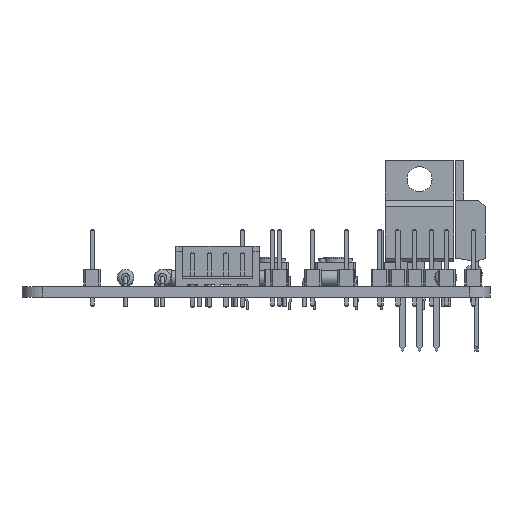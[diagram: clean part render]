
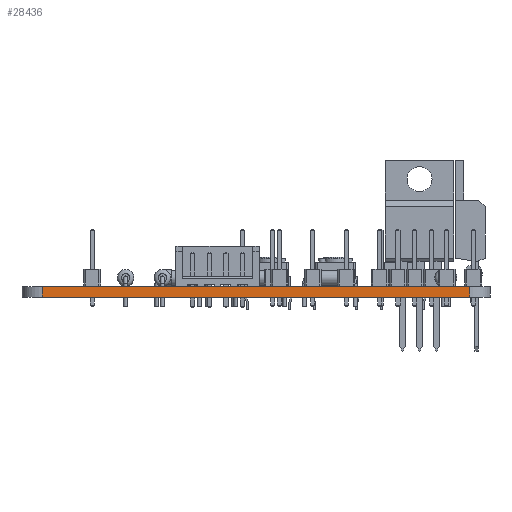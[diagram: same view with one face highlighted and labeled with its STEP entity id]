
A CAD part, front view. The second image highlights one B-rep face of the part: STEP entity #28436.
In plain terms, the highlighted planar face has unit normal (0, -1, 0).
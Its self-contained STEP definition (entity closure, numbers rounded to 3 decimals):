
#24174 = VERTEX_POINT('',#24175);
#24175 = CARTESIAN_POINT('',(32.,-40.,0.));
#24182 = EDGE_CURVE('',#24174,#24183,#24185,.T.);
#24183 = VERTEX_POINT('',#24184);
#24184 = CARTESIAN_POINT('',(-32.,-40.,0.));
#24185 = LINE('',#24186,#24187);
#24186 = CARTESIAN_POINT('',(32.,-40.,0.));
#24187 = VECTOR('',#24188,1.);
#24188 = DIRECTION('',(-1.,0.,0.));
#26283 = VERTEX_POINT('',#26284);
#26284 = CARTESIAN_POINT('',(32.,-40.,1.6));
#26291 = EDGE_CURVE('',#26283,#26292,#26294,.T.);
#26292 = VERTEX_POINT('',#26293);
#26293 = CARTESIAN_POINT('',(-32.,-40.,1.6));
#26294 = LINE('',#26295,#26296);
#26295 = CARTESIAN_POINT('',(32.,-40.,1.6));
#26296 = VECTOR('',#26297,1.);
#26297 = DIRECTION('',(-1.,0.,0.));
#28408 = EDGE_CURVE('',#24174,#26283,#28409,.T.);
#28409 = LINE('',#28410,#28411);
#28410 = CARTESIAN_POINT('',(32.,-40.,0.));
#28411 = VECTOR('',#28412,1.);
#28412 = DIRECTION('',(0.,0.,1.));
#28436 = ADVANCED_FACE('',(#28437),#28448,.T.);
#28437 = FACE_BOUND('',#28438,.T.);
#28438 = EDGE_LOOP('',(#28439,#28440,#28441,#28447));
#28439 = ORIENTED_EDGE('',*,*,#28408,.T.);
#28440 = ORIENTED_EDGE('',*,*,#26291,.T.);
#28441 = ORIENTED_EDGE('',*,*,#28442,.F.);
#28442 = EDGE_CURVE('',#24183,#26292,#28443,.T.);
#28443 = LINE('',#28444,#28445);
#28444 = CARTESIAN_POINT('',(-32.,-40.,0.));
#28445 = VECTOR('',#28446,1.);
#28446 = DIRECTION('',(0.,0.,1.));
#28447 = ORIENTED_EDGE('',*,*,#24182,.F.);
#28448 = PLANE('',#28449);
#28449 = AXIS2_PLACEMENT_3D('',#28450,#28451,#28452);
#28450 = CARTESIAN_POINT('',(32.,-40.,0.));
#28451 = DIRECTION('',(0.,-1.,0.));
#28452 = DIRECTION('',(-1.,0.,0.));
